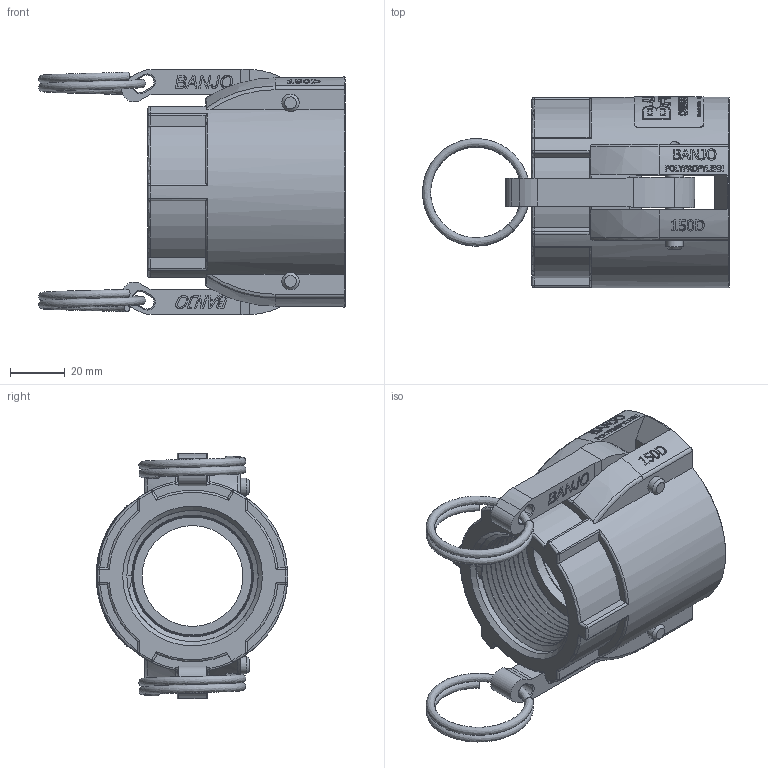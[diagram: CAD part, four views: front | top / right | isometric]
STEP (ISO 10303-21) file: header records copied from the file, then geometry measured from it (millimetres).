
FILE_DESCRIPTION(/* description */ ('1 1/2" Female Coupling X 1 1/2" Female NPT, Molded'),/* implementation_level */ '2;1');
FILE_NAME(/* name */ '150D.stp',/* time_stamp */ '2016-09-23T10:50:15-04:00',/* author */ ('BAE'),/* organization */ (''),/* preprocessor_version */ 'ST-DEVELOPER v16.1',/* originating_system */ 'Autodesk Inventor 2016',/* authorisation */ '');
FILE_SCHEMA (('AUTOMOTIVE_DESIGN { 1 0 10303 214 3 1 1 }'));
Products named in the file (8): 150XD; 150(200)XK; 150RING; 150(200)K; 150G; 200P; 150(200)D-150; 150D
Assembly tree (9 placements, depth 3):
  150D
    150XD
    150(200)K  x2
      150(200)XK
      150RING
    150G
    200P  x2
    150(200)D-150
Bounding box: 112.11 x 69.98 x 89.57 mm (x, y, z)
Volume: 151199.7 mm3; surface area: 59044.6 mm2
Topology: 9 solids, 9 shells, 2013 faces, 5352 edges, 3533 vertices
Faces by surface type: plane 976, bspline 707, cylinder 266, cone 30, torus 23, sphere 11
Full cylindrical faces by diameter (mm): 6.325 x2, 6.35 x4, 6.553 x2, 36.83 x1, 41.275 x1, 48.006 x1, 54.483 x1, 55.88 x1, 56.896 x1
Entity records: 134035 total; most frequent: CARTESIAN_POINT 92393, ORIENTED_EDGE 9556, DIRECTION 6259, EDGE_CURVE 4778, VERTEX_POINT 3172, LINE 2195, VECTOR 2195, AXIS2_PLACEMENT_3D 2032
